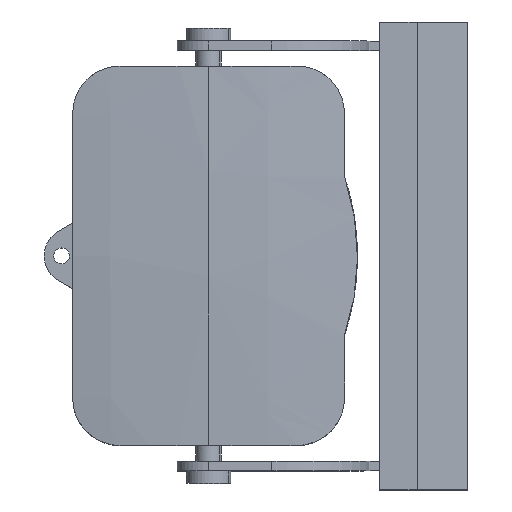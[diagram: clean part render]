
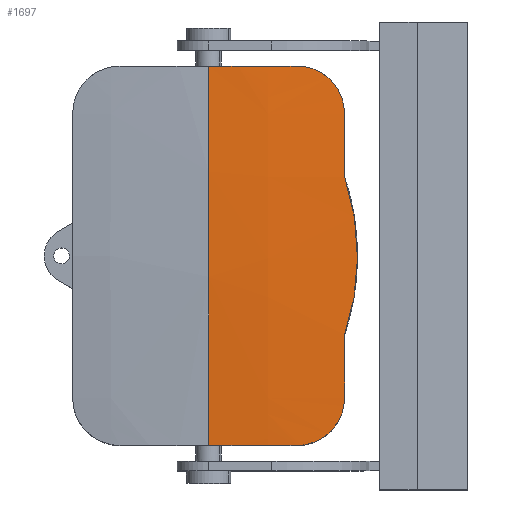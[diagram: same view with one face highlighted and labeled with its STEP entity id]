
A CAD part, top view. The second image highlights one B-rep face of the part: STEP entity #1697.
In plain terms, the highlighted face is a revolution surface.
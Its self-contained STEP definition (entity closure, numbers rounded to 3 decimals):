
#559=AXIS2_PLACEMENT_3D('Circle Axis2P3D',#557,#558,$) ;
#751=AXIS2_PLACEMENT_3D('Circle Axis2P3D',#749,#750,$) ;
#554=CARTESIAN_POINT('Vertex',(26.,67.,33.25)) ;
#557=CARTESIAN_POINT('Axis2P3D Location',(26.,67.,-116.)) ;
#561=CARTESIAN_POINT('Vertex',(40.,67.,32.591)) ;
#601=CARTESIAN_POINT('Control Point',(47.5,59.5,32.025)) ;
#602=CARTESIAN_POINT('Control Point',(47.5,61.861,31.935)) ;
#603=CARTESIAN_POINT('Control Point',(46.573,64.231,31.968)) ;
#604=CARTESIAN_POINT('Control Point',(44.696,66.084,32.149)) ;
#605=CARTESIAN_POINT('Control Point',(42.351,67.,32.37)) ;
#606=CARTESIAN_POINT('Control Point',(40.,67.,32.591)) ;
#607=CARTESIAN_POINT('Vertex',(47.5,59.5,32.025)) ;
#628=CARTESIAN_POINT('Control Point',(47.5,59.5,32.025)) ;
#629=CARTESIAN_POINT('Control Point',(47.5,57.501,32.101)) ;
#630=CARTESIAN_POINT('Control Point',(47.5,55.501,32.168)) ;
#631=CARTESIAN_POINT('Control Point',(47.5,53.501,32.227)) ;
#632=CARTESIAN_POINT('Control Point',(47.5,51.5,32.277)) ;
#633=CARTESIAN_POINT('Control Point',(47.5,49.5,32.32)) ;
#634=CARTESIAN_POINT('Vertex',(47.5,49.5,32.319)) ;
#691=CARTESIAN_POINT('Vertex',(47.5,14.5,32.025)) ;
#698=CARTESIAN_POINT('Vertex',(47.5,24.5,32.32)) ;
#702=CARTESIAN_POINT('Control Point',(47.5,14.5,32.025)) ;
#703=CARTESIAN_POINT('Control Point',(47.5,16.499,32.101)) ;
#704=CARTESIAN_POINT('Control Point',(47.5,18.499,32.168)) ;
#705=CARTESIAN_POINT('Control Point',(47.5,20.499,32.227)) ;
#706=CARTESIAN_POINT('Control Point',(47.5,22.5,32.277)) ;
#707=CARTESIAN_POINT('Control Point',(47.5,24.5,32.32)) ;
#723=CARTESIAN_POINT('Control Point',(47.5,14.5,32.025)) ;
#724=CARTESIAN_POINT('Control Point',(47.5,12.139,31.935)) ;
#725=CARTESIAN_POINT('Control Point',(46.573,9.769,31.968)) ;
#726=CARTESIAN_POINT('Control Point',(44.696,7.916,32.149)) ;
#727=CARTESIAN_POINT('Control Point',(42.351,7.,32.37)) ;
#728=CARTESIAN_POINT('Control Point',(40.,7.,32.591)) ;
#729=CARTESIAN_POINT('Vertex',(40.,7.,32.591)) ;
#749=CARTESIAN_POINT('Axis2P3D Location',(26.,7.,-116.)) ;
#753=CARTESIAN_POINT('Vertex',(26.,7.,33.25)) ;
#1657=CARTESIAN_POINT('Control Point',(26.,7.,33.25)) ;
#1658=CARTESIAN_POINT('Control Point',(26.,26.983,34.25)) ;
#1659=CARTESIAN_POINT('Control Point',(26.,47.017,34.25)) ;
#1660=CARTESIAN_POINT('Control Point',(26.,67.,33.25)) ;
#1672=CARTESIAN_POINT('Control Point',(26.,6.979,33.248)) ;
#1673=CARTESIAN_POINT('Control Point',(26.,26.976,34.25)) ;
#1674=CARTESIAN_POINT('Control Point',(26.,47.024,34.25)) ;
#1675=CARTESIAN_POINT('Control Point',(26.,67.021,33.248)) ;
#1676=CARTESIAN_POINT('Axis1P Location',(26.,37.,-116.)) ;
#1681=CARTESIAN_POINT('Control Point',(47.5,49.5,32.319)) ;
#1682=CARTESIAN_POINT('Control Point',(49.539,43.474,32.151)) ;
#1683=CARTESIAN_POINT('Control Point',(50.268,37.,32.062)) ;
#1684=CARTESIAN_POINT('Control Point',(49.539,30.526,32.151)) ;
#1685=CARTESIAN_POINT('Control Point',(47.5,24.5,32.319)) ;
#558=DIRECTION('Axis2P3D Direction',(0.,-1.,0.)) ;
#750=DIRECTION('Axis2P3D Direction',(0.,-1.,0.)) ;
#1677=DIRECTION('Axis1P Direction',(0.,-1.,0.)) ;
#1678=AXIS1_PLACEMENT('Revolution Surface Axis1P',#1676,#1677) ;
#1688=ORIENTED_EDGE('',*,*,#1661,.F.) ;
#1689=ORIENTED_EDGE('',*,*,#755,.F.) ;
#1690=ORIENTED_EDGE('',*,*,#731,.F.) ;
#1691=ORIENTED_EDGE('',*,*,#708,.T.) ;
#1692=ORIENTED_EDGE('',*,*,#1686,.F.) ;
#1693=ORIENTED_EDGE('',*,*,#636,.F.) ;
#1694=ORIENTED_EDGE('',*,*,#609,.F.) ;
#1695=ORIENTED_EDGE('',*,*,#563,.T.) ;
#1697=ADVANCED_FACE('Housing',(#1696),#1679,.F.) ;
#600=B_SPLINE_CURVE_WITH_KNOTS('',5,(#601,#602,#603,#604,#605,#606),.UNSPECIFIED.,.F.,.U.,(6,6),(0.,17.155),.UNSPECIFIED.) ;
#627=B_SPLINE_CURVE_WITH_KNOTS('',5,(#628,#629,#630,#631,#632,#633),.UNSPECIFIED.,.F.,.U.,(6,6),(0.,14.148),.UNSPECIFIED.) ;
#701=B_SPLINE_CURVE_WITH_KNOTS('',5,(#702,#703,#704,#705,#706,#707),.UNSPECIFIED.,.F.,.U.,(6,6),(0.,14.148),.UNSPECIFIED.) ;
#722=B_SPLINE_CURVE_WITH_KNOTS('',5,(#723,#724,#725,#726,#727,#728),.UNSPECIFIED.,.F.,.U.,(6,6),(0.,17.155),.UNSPECIFIED.) ;
#1656=B_SPLINE_CURVE_WITH_KNOTS('',3,(#1657,#1658,#1659,#1660),.UNSPECIFIED.,.F.,.U.,(4,4),(912.465,972.515),.UNSPECIFIED.) ;
#1671=B_SPLINE_CURVE_WITH_KNOTS('',3,(#1672,#1673,#1674,#1675),.UNSPECIFIED.,.F.,.U.,(4,4),(912.444,972.537),.UNSPECIFIED.) ;
#1680=B_SPLINE_CURVE_WITH_KNOTS('',4,(#1681,#1682,#1683,#1684,#1685),.UNSPECIFIED.,.F.,.U.,(5,5),(0.,36.219),.UNSPECIFIED.) ;
#560=CIRCLE('generated circle',#559,149.25) ;
#752=CIRCLE('generated circle',#751,149.25) ;
#563=EDGE_CURVE('',#562,#555,#560,.T.) ;
#609=EDGE_CURVE('',#562,#608,#600,.F.) ;
#636=EDGE_CURVE('',#608,#635,#627,.T.) ;
#708=EDGE_CURVE('',#692,#699,#701,.T.) ;
#731=EDGE_CURVE('',#692,#730,#722,.T.) ;
#755=EDGE_CURVE('',#730,#754,#752,.T.) ;
#1661=EDGE_CURVE('',#754,#555,#1656,.T.) ;
#1686=EDGE_CURVE('',#635,#699,#1680,.T.) ;
#1687=EDGE_LOOP('',(#1688,#1689,#1690,#1691,#1692,#1693,#1694,#1695)) ;
#1696=FACE_OUTER_BOUND('',#1687,.T.) ;
#1679=SURFACE_OF_REVOLUTION('Surface of Revolution',#1671,#1678) ;
#555=VERTEX_POINT('',#554) ;
#562=VERTEX_POINT('',#561) ;
#608=VERTEX_POINT('',#607) ;
#635=VERTEX_POINT('',#634) ;
#692=VERTEX_POINT('',#691) ;
#699=VERTEX_POINT('',#698) ;
#730=VERTEX_POINT('',#729) ;
#754=VERTEX_POINT('',#753) ;
